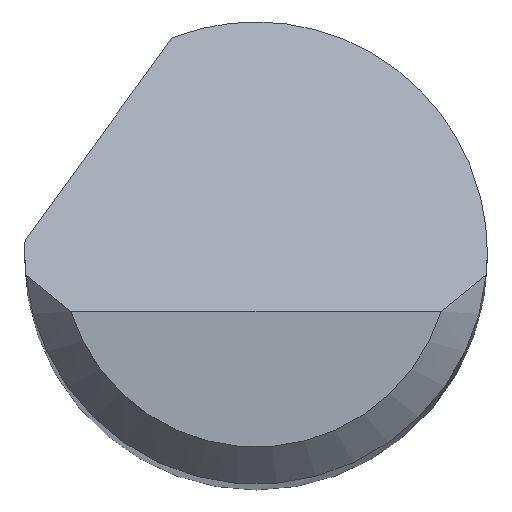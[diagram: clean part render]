
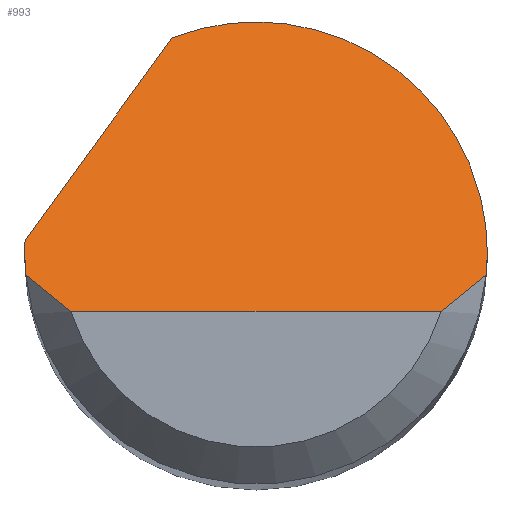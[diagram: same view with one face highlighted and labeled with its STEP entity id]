
A CAD part, top view. The second image highlights one B-rep face of the part: STEP entity #993.
In plain terms, the highlighted planar face has unit normal (0, 0.707, 0.707).
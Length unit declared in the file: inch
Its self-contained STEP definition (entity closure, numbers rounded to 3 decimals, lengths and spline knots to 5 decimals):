
#4 = ORIENTED_EDGE ( 'NONE', *, *, #1055, .T. ) ;
#20 = B_SPLINE_CURVE_WITH_KNOTS ( 'NONE', 3,
 ( #331, #707, #312, #781 ),
 .UNSPECIFIED., .F., .F.,
 ( 4, 4 ),
 ( 0., 0.00071 ),
 .UNSPECIFIED. ) ;
#29 = VECTOR ( 'NONE', #1087, 39.37008 ) ;
#68 = CARTESIAN_POINT ( 'NONE',  ( 0.09334, -0.00875, 1.985 ) ) ;
#76 = CARTESIAN_POINT ( 'NONE',  ( 0.09334, -0.00875, 1.985 ) ) ;
#83 = B_SPLINE_CURVE_WITH_KNOTS ( 'NONE', 3,
 ( #861, #753, #1244, #76 ),
 .UNSPECIFIED., .F., .F.,
 ( 4, 4 ),
 ( 0., 0.00071 ),
 .UNSPECIFIED. ) ;
#89 = EDGE_CURVE ( 'NONE', #786, #385, #1107, .T. ) ;
#116 = ORIENTED_EDGE ( 'NONE', *, *, #1047, .F. ) ;
#161 = CARTESIAN_POINT ( 'NONE',  ( -0.09375, 0.00167, 1.97458 ) ) ;
#181 = CARTESIAN_POINT ( 'NONE',  ( 0.09334, -0.00875, 1.985 ) ) ;
#198 = CARTESIAN_POINT ( 'NONE',  ( 0.09361, -0.00584, 1.98209 ) ) ;
#210 = CARTESIAN_POINT ( 'NONE',  ( 0.09375, 0.07266, 1.90359 ) ) ;
#263 = EDGE_CURVE ( 'NONE', #317, #409, #948, .T. ) ;
#264 =( BOUNDED_CURVE ( )  B_SPLINE_CURVE ( 3, ( #746, #1261, #198, #68 ),
 .UNSPECIFIED., .F., .F. ) 
 B_SPLINE_CURVE_WITH_KNOTS ( ( 4, 4 ),
 ( 1.5708, 1.66427 ),
 .UNSPECIFIED. ) 
 CURVE ( )  GEOMETRIC_REPRESENTATION_ITEM ( )  RATIONAL_B_SPLINE_CURVE ( ( 1., 0.999, 0.999, 1. ) ) 
 REPRESENTATION_ITEM ( '' )  );
#267 = CARTESIAN_POINT ( 'NONE',  ( -0.09362, 0.005, 1.97125 ) ) ;
#278 = VERTEX_POINT ( 'NONE', #481 ) ;
#285 = CARTESIAN_POINT ( 'NONE',  ( -0.09362, 0.005, 1.97125 ) ) ;
#305 = LINE ( 'NONE', #904, #29 ) ;
#312 = CARTESIAN_POINT ( 'NONE',  ( -0.08157, -0.019, 1.99525 ) ) ;
#317 = VERTEX_POINT ( 'NONE', #366 ) ;
#331 = CARTESIAN_POINT ( 'NONE',  ( -0.09334, -0.00875, 1.985 ) ) ;
#366 = CARTESIAN_POINT ( 'NONE',  ( -0.07508, -0.02375, 2. ) ) ;
#367 = CARTESIAN_POINT ( 'NONE',  ( -0.09375, -0.02375, 2. ) ) ;
#385 = VERTEX_POINT ( 'NONE', #285 ) ;
#397 = CARTESIAN_POINT ( 'NONE',  ( -0.09361, -0.00584, 1.98209 ) ) ;
#409 = VERTEX_POINT ( 'NONE', #577 ) ;
#481 = CARTESIAN_POINT ( 'NONE',  ( 0.09375, 0., 1.97625 ) ) ;
#489 = CARTESIAN_POINT ( 'NONE',  ( -0.03394, 0.08739, 1.88886 ) ) ;
#544 =( BOUNDED_CURVE ( )  B_SPLINE_CURVE ( 3, ( #489, #1082, #210, #1103 ),
 .UNSPECIFIED., .F., .F. ) 
 B_SPLINE_CURVE_WITH_KNOTS ( ( 4, 4 ),
 ( 5.91277, 7.85398 ),
 .UNSPECIFIED. ) 
 CURVE ( )  GEOMETRIC_REPRESENTATION_ITEM ( )  RATIONAL_B_SPLINE_CURVE ( ( 1., 0.71, 0.71, 1. ) ) 
 REPRESENTATION_ITEM ( '' )  );
#553 = CARTESIAN_POINT ( 'NONE',  ( -0.09371, 0.00333, 1.97292 ) ) ;
#577 = CARTESIAN_POINT ( 'NONE',  ( 0.07508, -0.02375, 2. ) ) ;
#655 = VERTEX_POINT ( 'NONE', #924 ) ;
#673 = DIRECTION ( 'NONE',  ( 0., 0.707, -0.707 ) ) ;
#678 = ORIENTED_EDGE ( 'NONE', *, *, #263, .T. ) ;
#686 = ORIENTED_EDGE ( 'NONE', *, *, #89, .F. ) ;
#707 = CARTESIAN_POINT ( 'NONE',  ( -0.08761, -0.01397, 1.99022 ) ) ;
#746 = CARTESIAN_POINT ( 'NONE',  ( 0.09375, 0., 1.97625 ) ) ;
#753 = CARTESIAN_POINT ( 'NONE',  ( 0.08157, -0.019, 1.99525 ) ) ;
#756 =( BOUNDED_CURVE ( )  B_SPLINE_CURVE ( 3, ( #974, #397, #1202, #1184 ),
 .UNSPECIFIED., .F., .F. ) 
 B_SPLINE_CURVE_WITH_KNOTS ( ( 4, 4 ),
 ( 4.61892, 4.71239 ),
 .UNSPECIFIED. ) 
 CURVE ( )  GEOMETRIC_REPRESENTATION_ITEM ( )  RATIONAL_B_SPLINE_CURVE ( ( 1., 0.999, 0.999, 1. ) ) 
 REPRESENTATION_ITEM ( '' )  );
#773 = FACE_OUTER_BOUND ( 'NONE', #1065, .T. ) ;
#781 = CARTESIAN_POINT ( 'NONE',  ( -0.07508, -0.02375, 2. ) ) ;
#786 = VERTEX_POINT ( 'NONE', #936 ) ;
#800 = VECTOR ( 'NONE', #850, 39.37008 ) ;
#801 = AXIS2_PLACEMENT_3D ( 'NONE', #367, #1052, #673 ) ;
#806 = VERTEX_POINT ( 'NONE', #181 ) ;
#828 = ORIENTED_EDGE ( 'NONE', *, *, #1250, .F. ) ;
#840 = CARTESIAN_POINT ( 'NONE',  ( -0.09375, 0., 1.97625 ) ) ;
#845 = PLANE ( 'NONE',  #801 ) ;
#850 = DIRECTION ( 'NONE',  ( 1., 0., 0. ) ) ;
#859 = ORIENTED_EDGE ( 'NONE', *, *, #1166, .F. ) ;
#861 = CARTESIAN_POINT ( 'NONE',  ( 0.07508, -0.02375, 2. ) ) ;
#867 = ORIENTED_EDGE ( 'NONE', *, *, #1152, .F. ) ;
#904 = CARTESIAN_POINT ( 'NONE',  ( -0.11014, -0.01781, 1.99406 ) ) ;
#923 = CARTESIAN_POINT ( 'NONE',  ( -0.09334, -0.00875, 1.985 ) ) ;
#924 = CARTESIAN_POINT ( 'NONE',  ( -0.03394, 0.08739, 1.88886 ) ) ;
#936 = CARTESIAN_POINT ( 'NONE',  ( -0.09375, 0., 1.97625 ) ) ;
#948 = LINE ( 'NONE', #1058, #800 ) ;
#972 = VERTEX_POINT ( 'NONE', #923 ) ;
#974 = CARTESIAN_POINT ( 'NONE',  ( -0.09334, -0.00875, 1.985 ) ) ;
#993 = ADVANCED_FACE ( 'NONE', ( #773 ), #845, .F. ) ;
#1009 = ORIENTED_EDGE ( 'NONE', *, *, #1163, .T. ) ;
#1047 = EDGE_CURVE ( 'NONE', #278, #806, #264, .T. ) ;
#1052 = DIRECTION ( 'NONE',  ( 0., -0.707, -0.707 ) ) ;
#1055 = EDGE_CURVE ( 'NONE', #409, #806, #83, .T. ) ;
#1058 = CARTESIAN_POINT ( 'NONE',  ( 0., -0.02375, 2. ) ) ;
#1065 = EDGE_LOOP ( 'NONE', ( #678, #4, #116, #828, #859, #686, #867, #1009 ) ) ;
#1082 = CARTESIAN_POINT ( 'NONE',  ( 0.03379, 0.11369, 1.86256 ) ) ;
#1087 = DIRECTION ( 'NONE',  ( 0.456, 0.629, -0.629 ) ) ;
#1103 = CARTESIAN_POINT ( 'NONE',  ( 0.09375, 0., 1.97625 ) ) ;
#1107 =( BOUNDED_CURVE ( )  B_SPLINE_CURVE ( 3, ( #840, #161, #553, #267 ),
 .UNSPECIFIED., .F., .F. ) 
 B_SPLINE_CURVE_WITH_KNOTS ( ( 4, 4 ),
 ( 4.71239, 4.76575 ),
 .UNSPECIFIED. ) 
 CURVE ( )  GEOMETRIC_REPRESENTATION_ITEM ( )  RATIONAL_B_SPLINE_CURVE ( ( 1., 1., 1., 1. ) ) 
 REPRESENTATION_ITEM ( '' )  );
#1152 = EDGE_CURVE ( 'NONE', #972, #786, #756, .T. ) ;
#1163 = EDGE_CURVE ( 'NONE', #972, #317, #20, .T. ) ;
#1166 = EDGE_CURVE ( 'NONE', #385, #655, #305, .T. ) ;
#1184 = CARTESIAN_POINT ( 'NONE',  ( -0.09375, 0., 1.97625 ) ) ;
#1202 = CARTESIAN_POINT ( 'NONE',  ( -0.09375, -0.00292, 1.97917 ) ) ;
#1244 = CARTESIAN_POINT ( 'NONE',  ( 0.08761, -0.01397, 1.99022 ) ) ;
#1250 = EDGE_CURVE ( 'NONE', #655, #278, #544, .T. ) ;
#1261 = CARTESIAN_POINT ( 'NONE',  ( 0.09375, -0.00292, 1.97917 ) ) ;
